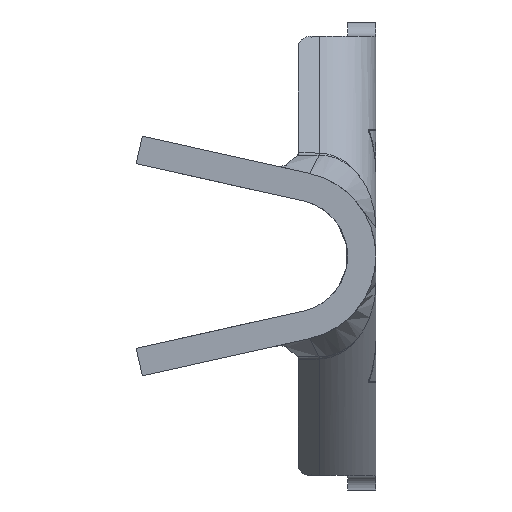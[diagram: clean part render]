
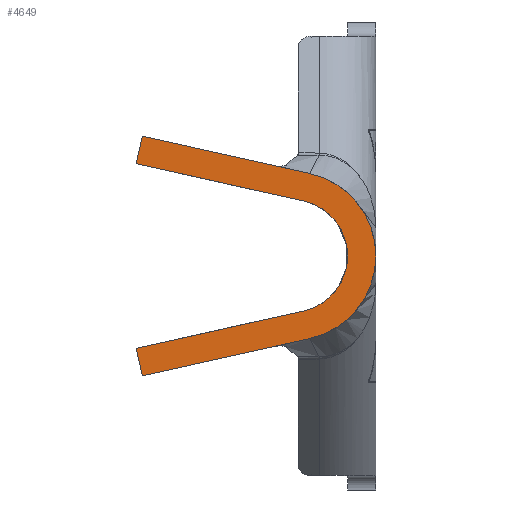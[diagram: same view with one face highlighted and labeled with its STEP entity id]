
A CAD part, left-side view. The second image highlights one B-rep face of the part: STEP entity #4649.
In plain terms, the highlighted planar face has unit normal (-1, 0, 0).
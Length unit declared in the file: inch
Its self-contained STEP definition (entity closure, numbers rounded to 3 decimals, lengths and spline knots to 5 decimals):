
#110 = DIRECTION ( 'NONE',  ( 0., 0., -1. ) ) ;
#605 = EDGE_CURVE ( 'NONE', #2787, #1820, #3380, .T. ) ;
#964 = CARTESIAN_POINT ( 'NONE',  ( -0.439, 0.16565, 0.085 ) ) ;
#992 = CIRCLE ( 'NONE', #7409, 0.06 ) ;
#1202 = DIRECTION ( 'NONE',  ( 0., -0.976, 0.217 ) ) ;
#1362 = CARTESIAN_POINT ( 'NONE',  ( -0.439, 0.17, 0.06548 ) ) ;
#1426 = AXIS2_PLACEMENT_3D ( 'NONE', #2411, #6383, #2997 ) ;
#1581 = VERTEX_POINT ( 'NONE', #6545 ) ;
#1587 = DIRECTION ( 'NONE',  ( 0., 0., -1. ) ) ;
#1731 = EDGE_CURVE ( 'NONE', #2439, #2787, #992, .T. ) ;
#1820 = VERTEX_POINT ( 'NONE', #5928 ) ;
#2129 = VECTOR ( 'NONE', #7279, 39.37008 ) ;
#2160 = LINE ( 'NONE', #4678, #5045 ) ;
#2169 = ORIENTED_EDGE ( 'NONE', *, *, #3602, .F. ) ;
#2411 = CARTESIAN_POINT ( 'NONE',  ( -0.439, 0.06, 0. ) ) ;
#2439 = VERTEX_POINT ( 'NONE', #7322 ) ;
#2470 = EDGE_CURVE ( 'NONE', #1581, #3432, #2160, .T. ) ;
#2611 = EDGE_LOOP ( 'NONE', ( #4201, #5125, #3300, #2169, #6361, #4053, #6589, #2913 ) ) ;
#2787 = VERTEX_POINT ( 'NONE', #3911 ) ;
#2913 = ORIENTED_EDGE ( 'NONE', *, *, #605, .F. ) ;
#2997 = DIRECTION ( 'NONE',  ( 0., 0., -1. ) ) ;
#3250 = VERTEX_POINT ( 'NONE', #5680 ) ;
#3300 = ORIENTED_EDGE ( 'NONE', *, *, #7341, .F. ) ;
#3331 = LINE ( 'NONE', #5291, #6157 ) ;
#3380 = LINE ( 'NONE', #4884, #6392 ) ;
#3432 = VERTEX_POINT ( 'NONE', #5947 ) ;
#3488 = VECTOR ( 'NONE', #5425, 39.37008 ) ;
#3602 = EDGE_CURVE ( 'NONE', #3250, #5142, #7029, .T. ) ;
#3622 = DIRECTION ( 'NONE',  ( 1., 0., 0. ) ) ;
#3797 = EDGE_CURVE ( 'NONE', #4613, #2439, #3331, .T. ) ;
#3911 = CARTESIAN_POINT ( 'NONE',  ( -0.439, 0.04696, -0.05857 ) ) ;
#3916 = CARTESIAN_POINT ( 'NONE',  ( -0.439, 0.06, 0. ) ) ;
#4053 = ORIENTED_EDGE ( 'NONE', *, *, #2470, .F. ) ;
#4201 = ORIENTED_EDGE ( 'NONE', *, *, #1731, .F. ) ;
#4495 = PLANE ( 'NONE',  #5066 ) ;
#4613 = VERTEX_POINT ( 'NONE', #964 ) ;
#4649 = ADVANCED_FACE ( 'NONE', ( #5627 ), #4495, .F. ) ;
#4678 = CARTESIAN_POINT ( 'NONE',  ( -0.439, 0.0513, -0.03904 ) ) ;
#4884 = CARTESIAN_POINT ( 'NONE',  ( -0.439, 0.04696, -0.05857 ) ) ;
#4904 = DIRECTION ( 'NONE',  ( 0., 0.976, -0.217 ) ) ;
#4908 = EDGE_CURVE ( 'NONE', #3432, #3250, #5906, .T. ) ;
#5045 = VECTOR ( 'NONE', #1202, 39.37008 ) ;
#5064 = DIRECTION ( 'NONE',  ( 1., 0., 0. ) ) ;
#5066 = AXIS2_PLACEMENT_3D ( 'NONE', #3916, #5064, #1587 ) ;
#5125 = ORIENTED_EDGE ( 'NONE', *, *, #3797, .F. ) ;
#5141 = EDGE_CURVE ( 'NONE', #1820, #1581, #5201, .T. ) ;
#5142 = VERTEX_POINT ( 'NONE', #7319 ) ;
#5201 = LINE ( 'NONE', #6790, #2129 ) ;
#5291 = CARTESIAN_POINT ( 'NONE',  ( -0.439, 0.04696, 0.05857 ) ) ;
#5425 = DIRECTION ( 'NONE',  ( 0., -0.217, 0.976 ) ) ;
#5553 = VECTOR ( 'NONE', #7269, 39.37008 ) ;
#5627 = FACE_OUTER_BOUND ( 'NONE', #2611, .T. ) ;
#5680 = CARTESIAN_POINT ( 'NONE',  ( -0.439, 0.0513, 0.03904 ) ) ;
#5851 = DIRECTION ( 'NONE',  ( 0., -0.976, -0.217 ) ) ;
#5906 = CIRCLE ( 'NONE', #1426, 0.04 ) ;
#5928 = CARTESIAN_POINT ( 'NONE',  ( -0.439, 0.16565, -0.085 ) ) ;
#5947 = CARTESIAN_POINT ( 'NONE',  ( -0.439, 0.0513, -0.03904 ) ) ;
#6157 = VECTOR ( 'NONE', #5851, 39.37008 ) ;
#6361 = ORIENTED_EDGE ( 'NONE', *, *, #4908, .F. ) ;
#6383 = DIRECTION ( 'NONE',  ( -1., 0., 0. ) ) ;
#6392 = VECTOR ( 'NONE', #4904, 39.37008 ) ;
#6545 = CARTESIAN_POINT ( 'NONE',  ( -0.439, 0.17, -0.06548 ) ) ;
#6589 = ORIENTED_EDGE ( 'NONE', *, *, #5141, .F. ) ;
#6721 = CARTESIAN_POINT ( 'NONE',  ( -0.439, 0.0513, 0.03904 ) ) ;
#6790 = CARTESIAN_POINT ( 'NONE',  ( -0.439, 0.17, -0.06548 ) ) ;
#6832 = LINE ( 'NONE', #1362, #3488 ) ;
#6980 = CARTESIAN_POINT ( 'NONE',  ( -0.439, 0.06, 0. ) ) ;
#7029 = LINE ( 'NONE', #6721, #5553 ) ;
#7269 = DIRECTION ( 'NONE',  ( 0., 0.976, 0.217 ) ) ;
#7279 = DIRECTION ( 'NONE',  ( 0., 0.217, 0.976 ) ) ;
#7319 = CARTESIAN_POINT ( 'NONE',  ( -0.439, 0.17, 0.06548 ) ) ;
#7322 = CARTESIAN_POINT ( 'NONE',  ( -0.439, 0.04696, 0.05857 ) ) ;
#7341 = EDGE_CURVE ( 'NONE', #5142, #4613, #6832, .T. ) ;
#7409 = AXIS2_PLACEMENT_3D ( 'NONE', #6980, #3622, #110 ) ;
